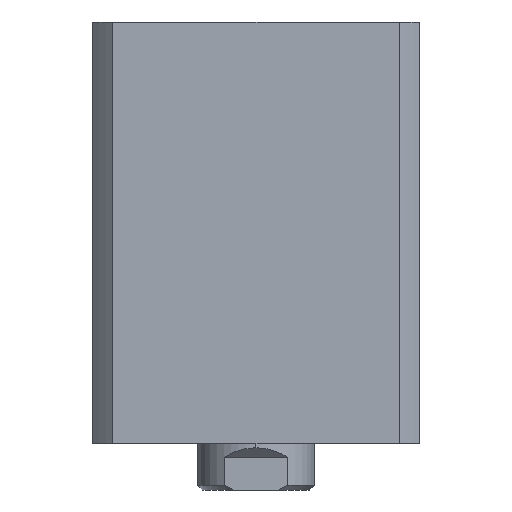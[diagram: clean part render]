
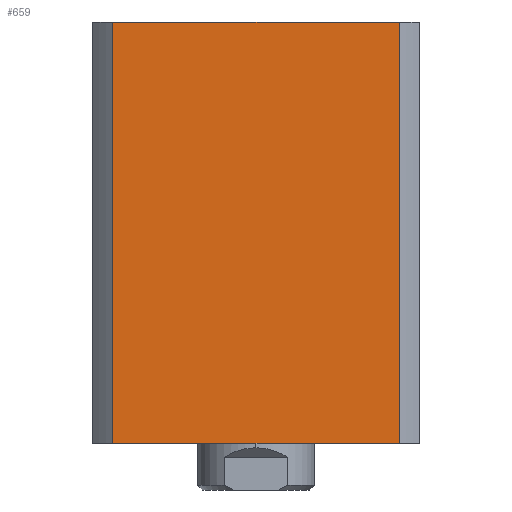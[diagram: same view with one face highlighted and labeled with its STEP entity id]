
A CAD part, left-side view. The second image highlights one B-rep face of the part: STEP entity #659.
In plain terms, the highlighted planar face has unit normal (-1, 0, 0).
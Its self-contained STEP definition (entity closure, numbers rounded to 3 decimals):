
#122 = CARTESIAN_POINT ( 'NONE',  ( -35., -30.615, 0. ) ) ;
#536 = DIRECTION ( 'NONE',  ( 0., 0., -1. ) ) ;
#542 = CARTESIAN_POINT ( 'NONE',  ( -35., 30.615, 90. ) ) ;
#545 = DIRECTION ( 'NONE',  ( 0., -1., 0. ) ) ;
#549 = CARTESIAN_POINT ( 'NONE',  ( -35., 0., 0. ) ) ;
#551 = CARTESIAN_POINT ( 'NONE',  ( -35., 0., 90. ) ) ;
#555 = CARTESIAN_POINT ( 'NONE',  ( -35., -30.615, 90. ) ) ;
#557 = DIRECTION ( 'NONE',  ( 0., 0., -1. ) ) ;
#558 = DIRECTION ( 'NONE',  ( 0., -1., 0. ) ) ;
#570 = EDGE_LOOP ( 'NONE', ( #1065, #1064, #1063, #1062 ) ) ;
#659 = ADVANCED_FACE ( 'NONE', ( #1844 ), #2611, .F. ) ;
#831 = AXIS2_PLACEMENT_3D ( 'NONE', #2609, #2614, #2615 ) ;
#1062 = ORIENTED_EDGE ( 'NONE', *, *, #3419, .T. ) ;
#1063 = ORIENTED_EDGE ( 'NONE', *, *, #3423, .F. ) ;
#1064 = ORIENTED_EDGE ( 'NONE', *, *, #3422, .F. ) ;
#1065 = ORIENTED_EDGE ( 'NONE', *, *, #3421, .T. ) ;
#1535 = VERTEX_POINT ( 'NONE', #2896 ) ;
#1548 = VERTEX_POINT ( 'NONE', #2909 ) ;
#1559 = VERTEX_POINT ( 'NONE', #1636 ) ;
#1560 = VERTEX_POINT ( 'NONE', #122 ) ;
#1636 = CARTESIAN_POINT ( 'NONE',  ( -35., 30.615, 90. ) ) ;
#1844 = FACE_OUTER_BOUND ( 'NONE', #570, .T. ) ;
#2171 = LINE ( 'NONE', #542, #2173 ) ;
#2172 = LINE ( 'NONE', #551, #2180 ) ;
#2173 = VECTOR ( 'NONE', #536, 1000. ) ;
#2174 = LINE ( 'NONE', #549, #2176 ) ;
#2175 = LINE ( 'NONE', #555, #2178 ) ;
#2176 = VECTOR ( 'NONE', #545, 1000. ) ;
#2178 = VECTOR ( 'NONE', #557, 1000. ) ;
#2180 = VECTOR ( 'NONE', #558, 1000. ) ;
#2609 = CARTESIAN_POINT ( 'NONE',  ( -35., 0., 90. ) ) ;
#2611 = PLANE ( 'NONE',  #831 ) ;
#2614 = DIRECTION ( 'NONE',  ( 1., 0., 0. ) ) ;
#2615 = DIRECTION ( 'NONE',  ( 0., 0., -1. ) ) ;
#2896 = CARTESIAN_POINT ( 'NONE',  ( -35., 30.615, 0. ) ) ;
#2909 = CARTESIAN_POINT ( 'NONE',  ( -35., -30.615, 90. ) ) ;
#3419 = EDGE_CURVE ( 'NONE', #1559, #1535, #2171, .T. ) ;
#3421 = EDGE_CURVE ( 'NONE', #1535, #1560, #2174, .T. ) ;
#3422 = EDGE_CURVE ( 'NONE', #1548, #1560, #2175, .T. ) ;
#3423 = EDGE_CURVE ( 'NONE', #1559, #1548, #2172, .T. ) ;
